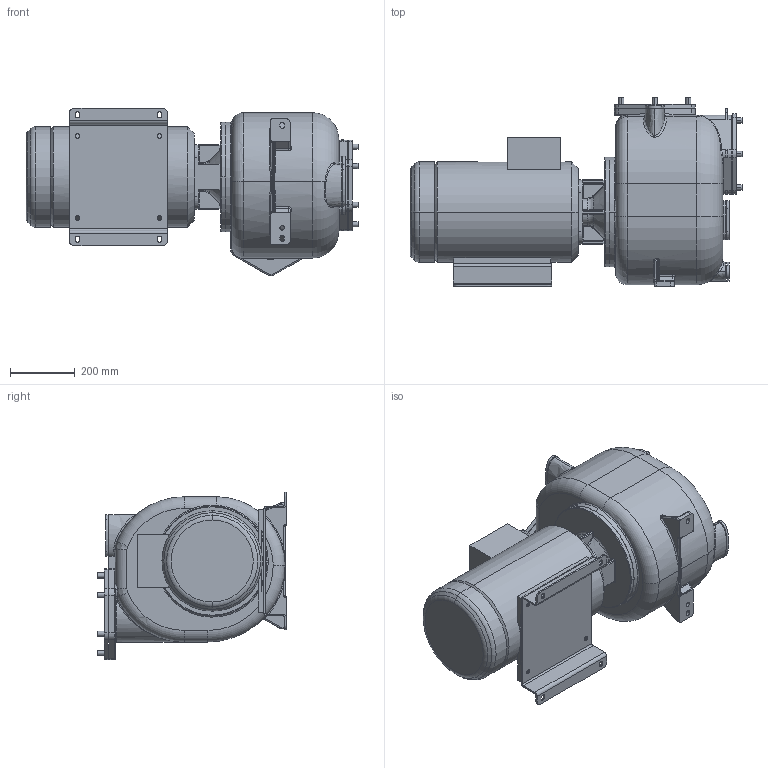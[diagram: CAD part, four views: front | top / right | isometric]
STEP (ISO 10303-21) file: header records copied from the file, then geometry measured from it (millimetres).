
FILE_DESCRIPTION((''),'2;1');
FILE_NAME('S161_T','2017-07-04T',('Amenduni'),(''),'CREO PARAMETRIC BY PTC INC, 2017020','CREO PARAMETRIC BY PTC INC, 2017020','');
FILE_SCHEMA(('CONFIG_CONTROL_DESIGN'));
Length unit declared in the file: millimetre
Products named in the file (1): S161_T
Bounding box: 1028.5 x 585 x 517.97 mm (x, y, z)
Volume: 116076807.5 mm3; surface area: 2483473.3 mm2
Topology: 5 solids, 5 shells, 857 faces, 2036 edges, 1223 vertices
Faces by surface type: cylinder 364, plane 213, bspline 135, torus 111, sphere 18, cone 12, extrusion 4
Entity records: 38663 total; most frequent: CARTESIAN_POINT 19183, DIRECTION 4110, ORIENTED_EDGE 4072, EDGE_CURVE 2036, AXIS2_PLACEMENT_3D 1671, VERTEX_POINT 1223, EDGE_LOOP 963, CIRCLE 949
